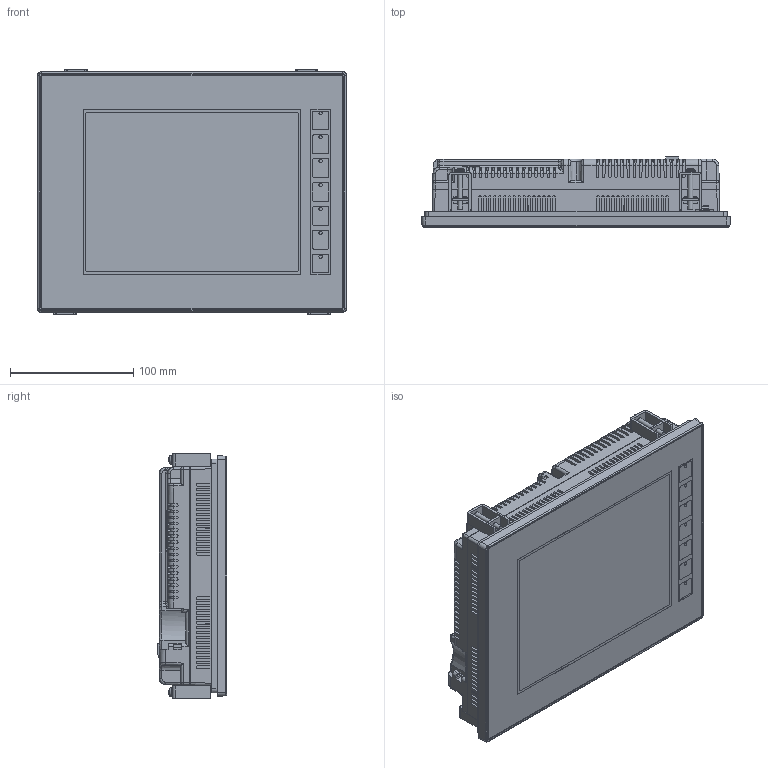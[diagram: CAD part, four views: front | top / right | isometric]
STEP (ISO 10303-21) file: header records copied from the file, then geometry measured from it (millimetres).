
FILE_DESCRIPTION (( 'STEP AP203' ), '1' );
FILE_NAME ('EA3-T8CL_140124.STEP', '2015-02-19T19:44:19', ( '' ), ( '' ), 'SwSTEP 2.0', 'SolidWorks 2013', '' );
FILE_SCHEMA (( 'CONFIG_CONTROL_DESIGN' ));
Products named in the file (1): EA3-T8CL_140124
Bounding box: 250.8 x 56.8 x 198.7 mm (x, y, z)
Volume: 2131703.5 mm3; surface area: 199410 mm2
Topology: 1 solids, 10 shells, 5602 faces, 15214 edges, 9989 vertices
Faces by surface type: plane 3820, cylinder 1034, cone 603, torus 70, bspline 42, sphere 33
Entity records: 176164 total; most frequent: CARTESIAN_POINT 40062, ORIENTED_EDGE 30404, DIRECTION 25568, EDGE_CURVE 15202, LINE 11546, VECTOR 11546, VERTEX_POINT 9989, AXIS2_PLACEMENT_3D 7011
